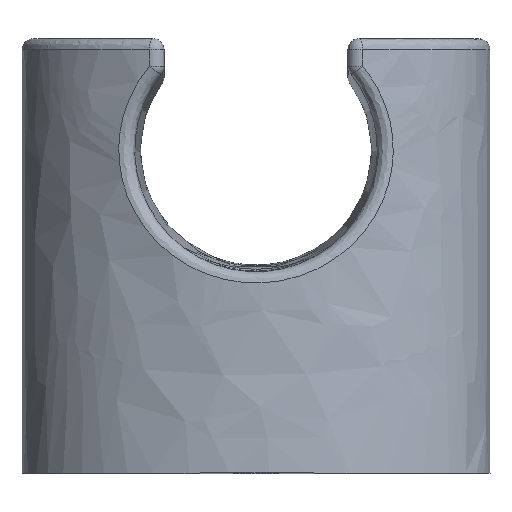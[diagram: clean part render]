
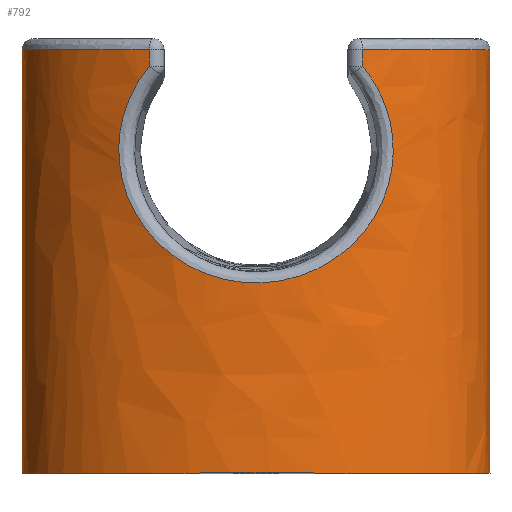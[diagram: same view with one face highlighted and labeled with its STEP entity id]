
A CAD part, top view. The second image highlights one B-rep face of the part: STEP entity #792.
In plain terms, the highlighted face is a extrusion surface.
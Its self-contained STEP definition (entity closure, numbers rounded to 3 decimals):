
#16=CARTESIAN_POINT('',(-21.,0.,0.));
#17=CARTESIAN_POINT('',(-21.,0.,0.819));
#18=CARTESIAN_POINT('',(-20.78,0.,2.519));
#19=CARTESIAN_POINT('',(-19.666,0.,5.132));
#20=CARTESIAN_POINT('',(-17.71,0.,7.651));
#21=CARTESIAN_POINT('',(-14.957,0.,9.9));
#22=CARTESIAN_POINT('',(-11.56,0.,11.722));
#23=CARTESIAN_POINT('',(-7.753,0.,13.017));
#24=CARTESIAN_POINT('',(-4.465,0.,13.632));
#25=CARTESIAN_POINT('',(-1.876,0.,13.864));
#26=CARTESIAN_POINT('',(0.,0.,13.918));
#27=CARTESIAN_POINT('',(1.876,0.,13.864));
#28=CARTESIAN_POINT('',(4.465,0.,13.632));
#29=CARTESIAN_POINT('',(7.753,0.,13.017));
#30=CARTESIAN_POINT('',(11.56,0.,11.722));
#31=CARTESIAN_POINT('',(14.957,0.,9.9));
#32=CARTESIAN_POINT('',(17.71,0.,7.651));
#33=CARTESIAN_POINT('',(19.666,0.,5.132));
#34=CARTESIAN_POINT('',(20.78,0.,2.519));
#35=CARTESIAN_POINT('',(21.,0.,0.819));
#36=CARTESIAN_POINT('',(21.,0.,0.));
#80=DIRECTION('',(0.,-1.,0.));
#81=VECTOR('',#80,1.496);
#82=CARTESIAN_POINT('',(9.571,38.,12.372));
#83=LINE('',#82,#81);
#84=CARTESIAN_POINT('',(9.571,38.,12.372));
#85=CARTESIAN_POINT('',(11.281,38.,11.793));
#86=CARTESIAN_POINT('',(14.458,38.,10.322));
#87=CARTESIAN_POINT('',(18.143,38.,7.343));
#88=CARTESIAN_POINT('',(20.47,38.,3.814));
#89=CARTESIAN_POINT('',(21.,38.,1.271));
#90=CARTESIAN_POINT('',(21.,38.,0.));
#92=DIRECTION('',(0.,1.,0.));
#93=VECTOR('',#92,38.);
#94=CARTESIAN_POINT('',(-21.,0.,0.));
#95=LINE('',#94,#93);
#96=CARTESIAN_POINT('',(-21.,38.,0.));
#97=CARTESIAN_POINT('',(-21.,38.,1.271));
#98=CARTESIAN_POINT('',(-20.47,38.,3.814));
#99=CARTESIAN_POINT('',(-18.143,38.,7.343));
#100=CARTESIAN_POINT('',(-14.458,38.,10.322));
#101=CARTESIAN_POINT('',(-11.281,38.,11.793));
#102=CARTESIAN_POINT('',(-9.571,38.,12.372));
#104=DIRECTION('',(0.,1.,0.));
#105=VECTOR('',#104,1.496);
#106=CARTESIAN_POINT('',(-9.571,36.504,12.372));
#107=LINE('',#106,#105);
#108=CARTESIAN_POINT('',(-9.571,36.504,12.372));
#109=CARTESIAN_POINT('',(-9.994,35.996,12.229));
#110=CARTESIAN_POINT('',(-10.726,34.954,11.957));
#111=CARTESIAN_POINT('',(-11.54,33.286,11.617));
#112=CARTESIAN_POINT('',(-12.048,31.65,11.386));
#113=CARTESIAN_POINT('',(-12.305,30.052,11.264));
#114=CARTESIAN_POINT('',(-12.34,28.473,11.247));
#115=CARTESIAN_POINT('',(-12.159,26.885,11.334));
#116=CARTESIAN_POINT('',(-11.74,25.263,11.528));
#117=CARTESIAN_POINT('',(-11.033,23.598,11.833));
#118=CARTESIAN_POINT('',(-10.013,21.972,12.229));
#119=CARTESIAN_POINT('',(-8.72,20.503,12.659));
#120=CARTESIAN_POINT('',(-7.2,19.254,13.074));
#121=CARTESIAN_POINT('',(-5.517,18.27,13.429));
#122=CARTESIAN_POINT('',(-3.729,17.566,13.697));
#123=CARTESIAN_POINT('',(-1.879,17.145,13.863));
#124=CARTESIAN_POINT('',(0.,17.006,13.919));
#125=CARTESIAN_POINT('',(1.879,17.145,13.863));
#126=CARTESIAN_POINT('',(3.729,17.566,13.697));
#127=CARTESIAN_POINT('',(5.517,18.27,13.429));
#128=CARTESIAN_POINT('',(7.2,19.254,13.074));
#129=CARTESIAN_POINT('',(8.72,20.503,12.659));
#130=CARTESIAN_POINT('',(10.013,21.972,12.229));
#131=CARTESIAN_POINT('',(11.033,23.598,11.833));
#132=CARTESIAN_POINT('',(11.74,25.263,11.528));
#133=CARTESIAN_POINT('',(12.159,26.885,11.334));
#134=CARTESIAN_POINT('',(12.34,28.473,11.247));
#135=CARTESIAN_POINT('',(12.305,30.052,11.264));
#136=CARTESIAN_POINT('',(12.048,31.65,11.386));
#137=CARTESIAN_POINT('',(11.54,33.286,11.617));
#138=CARTESIAN_POINT('',(10.726,34.954,11.957));
#139=CARTESIAN_POINT('',(9.994,35.996,12.229));
#140=CARTESIAN_POINT('',(9.571,36.504,12.372));
#251=DIRECTION('',(0.,1.,0.));
#252=VECTOR('',#251,38.);
#253=CARTESIAN_POINT('',(21.,0.,0.));
#254=LINE('',#253,#252);
#652=VERTEX_POINT('',#16);
#653=VERTEX_POINT('',#36);
#654=CARTESIAN_POINT('',(-21.,38.,0.));
#655=VERTEX_POINT('',#654);
#656=CARTESIAN_POINT('',(21.,38.,0.));
#657=VERTEX_POINT('',#656);
#678=CARTESIAN_POINT('',(9.571,38.,12.372));
#679=VERTEX_POINT('',#678);
#680=CARTESIAN_POINT('',(9.571,36.504,12.372));
#681=VERTEX_POINT('',#680);
#696=CARTESIAN_POINT('',(-9.571,36.504,12.372));
#697=VERTEX_POINT('',#696);
#698=CARTESIAN_POINT('',(-9.571,38.,12.372));
#699=VERTEX_POINT('',#698);
#763=CARTESIAN_POINT('',(0.,0.,0.));
#764=DIRECTION('',(0.,1.,0.));
#765=DIRECTION('',(-1.,0.,0.));
#766=AXIS2_PLACEMENT_3D('',#763,#764,#765);
#772=DIRECTION('',(0.,1.,0.));
#773=VECTOR('',#772,1.);
#774=SURFACE_OF_LINEAR_EXTRUSION('',#767,#773);
#776=ORIENTED_EDGE('',*,*,#775,.F.);
#778=ORIENTED_EDGE('',*,*,#777,.T.);
#780=ORIENTED_EDGE('',*,*,#779,.F.);
#781=ORIENTED_EDGE('',*,*,#737,.F.);
#783=ORIENTED_EDGE('',*,*,#782,.T.);
#785=ORIENTED_EDGE('',*,*,#784,.T.);
#787=ORIENTED_EDGE('',*,*,#786,.F.);
#789=ORIENTED_EDGE('',*,*,#788,.T.);
#790=EDGE_LOOP('',(#776,#778,#780,#781,#783,#785,#787,#789));
#791=FACE_OUTER_BOUND('',#790,.F.);
#792=ADVANCED_FACE('',(#791),#774,.T.);
#37=B_SPLINE_CURVE_WITH_KNOTS('',3,(#16,#17,#18,#19,#20,#21,#22,#23,#24,#25,#26,
#27,#28,#29,#30,#31,#32,#33,#34,#35,#36),.UNSPECIFIED.,.F.,.F.,(4,1,1,1,1,1,1,1,
1,1,1,1,1,1,1,1,1,1,4),(0.,0.063,0.125,0.188,0.25,0.313,0.375,
0.438,0.469,0.5,0.531,0.563,0.625,0.688,0.75,0.813,
0.875,0.938,1.),.UNSPECIFIED.);
#91=B_SPLINE_CURVE_WITH_KNOTS('',3,(#84,#85,#86,#87,#88,#89,#90),.UNSPECIFIED.,
.F.,.F.,(4,1,1,1,4),(0.,0.25,0.5,0.75,1.),.UNSPECIFIED.);
#103=B_SPLINE_CURVE_WITH_KNOTS('',3,(#96,#97,#98,#99,#100,#101,#102),
.UNSPECIFIED.,.F.,.F.,(4,1,1,1,4),(0.,0.25,0.5,0.75,1.),
.UNSPECIFIED.);
#141=B_SPLINE_CURVE_WITH_KNOTS('',3,(#108,#109,#110,#111,#112,#113,#114,#115,
#116,#117,#118,#119,#120,#121,#122,#123,#124,#125,#126,#127,#128,#129,#130,#131,
#132,#133,#134,#135,#136,#137,#138,#139,#140),.UNSPECIFIED.,.F.,.F.,(4,1,1,1,1,
1,1,1,1,1,1,1,1,1,1,1,1,1,1,1,1,1,1,1,1,1,1,1,1,1,4),(0.,0.033,
0.067,0.1,0.133,0.167,0.2,
0.233,0.267,0.3,0.333,0.367,
0.4,0.433,0.467,0.5,0.533,
0.567,0.6,0.633,0.667,0.7,
0.733,0.767,0.8,0.833,0.867,
0.9,0.933,0.967,1.),.UNSPECIFIED.);
#737=EDGE_CURVE('',#652,#653,#37,.T.);
#767=ELLIPSE('',#766,21.,13.9);
#775=EDGE_CURVE('',#679,#681,#83,.T.);
#777=EDGE_CURVE('',#679,#657,#91,.T.);
#779=EDGE_CURVE('',#653,#657,#254,.T.);
#782=EDGE_CURVE('',#652,#655,#95,.T.);
#784=EDGE_CURVE('',#655,#699,#103,.T.);
#786=EDGE_CURVE('',#697,#699,#107,.T.);
#788=EDGE_CURVE('',#697,#681,#141,.T.);
